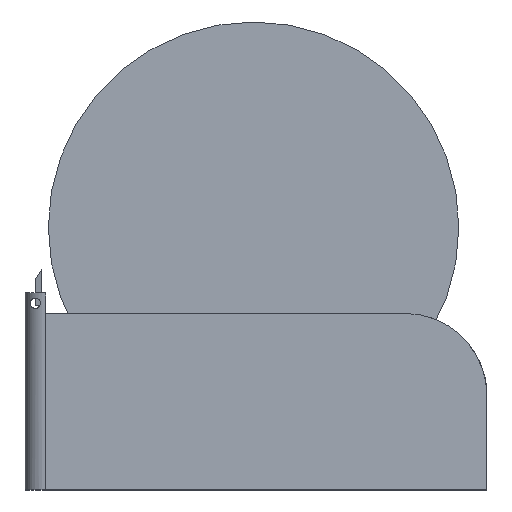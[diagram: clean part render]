
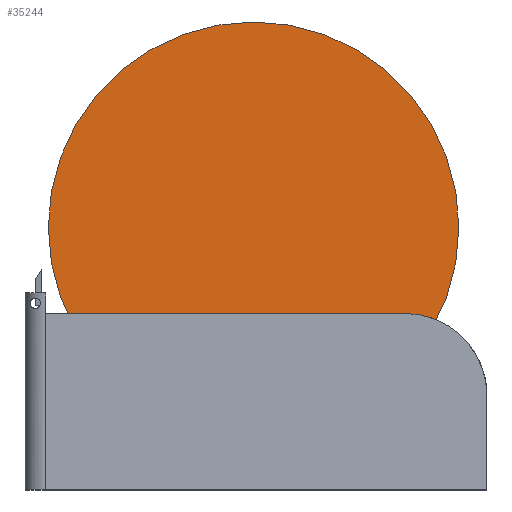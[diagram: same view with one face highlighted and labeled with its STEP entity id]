
A CAD part, left-side view. The second image highlights one B-rep face of the part: STEP entity #35244.
In plain terms, the highlighted face is planar.
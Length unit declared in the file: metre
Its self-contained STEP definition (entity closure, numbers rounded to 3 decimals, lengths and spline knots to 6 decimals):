
#19570=ORIENTED_EDGE('',*,*,#24488,.T.);
#24488=EDGE_CURVE('',#27723,#27723,#27852,.T.);
#27723=VERTEX_POINT('',#56241);
#27852=CIRCLE('',#37289,0.1);
#29779=EDGE_LOOP('',(#19570));
#31712=FACE_BOUND('',#29779,.T.);
#33443=PLANE('',#37291);
#35244=ADVANCED_FACE('',(#31712),#33443,.T.);
#37289=AXIS2_PLACEMENT_3D('',#56240,#45930,#45931);
#37291=AXIS2_PLACEMENT_3D('',#56244,#45934,#45935);
#45930=DIRECTION('',(0.,0.,1.));
#45931=DIRECTION('',(1.,0.,0.));
#45934=DIRECTION('',(0.,0.,1.));
#45935=DIRECTION('',(1.,0.,0.));
#56240=CARTESIAN_POINT('',(0.,0.,0.065));
#56241=CARTESIAN_POINT('',(0.1,0.,0.065));
#56244=CARTESIAN_POINT('',(0.,0.,0.065));
